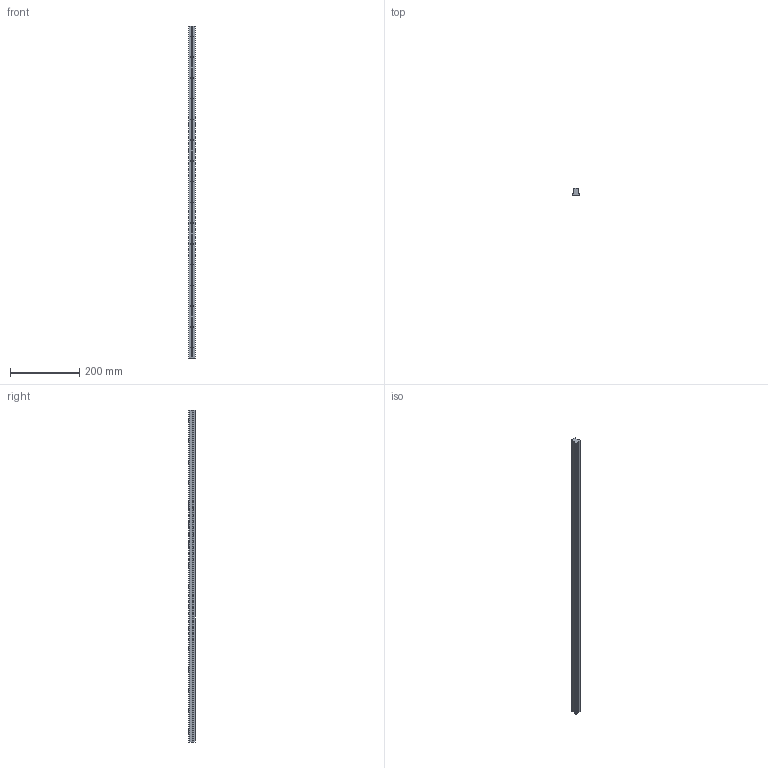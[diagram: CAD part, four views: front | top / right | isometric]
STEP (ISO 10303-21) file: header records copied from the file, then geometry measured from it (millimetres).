
FILE_DESCRIPTION(/* description */ (''),/* implementation_level */ '2;1');
FILE_NAME(/* name */ 'Motedis_AR-HR20-N-960-Rail.stp',/* time_stamp */ '2022-11-17T12:31:00+01:00',/* author */ ('klaus'),/* organization */ (''),/* preprocessor_version */ 'ST-DEVELOPER v17',/* originating_system */ 'Autodesk Inventor 2019',/* authorisation */ '');
FILE_SCHEMA (('AUTOMOTIVE_DESIGN { 1 0 10303 214 3 1 1 }'));
Length unit declared in the file: millimetre
Products named in the file (1): Motedis_AR-HR20-N-1320-Rail
Bounding box: 20 x 20 x 960 mm (x, y, z)
Volume: 282909.8 mm3; surface area: 85788.2 mm2
Topology: 1 solids, 1 shells, 122 faces, 376 edges, 256 vertices
Faces by surface type: plane 86, cylinder 36
Full cylindrical faces by diameter (mm): 6 x16, 9.5 x16
Entity records: 4454 total; most frequent: DIRECTION 838, CARTESIAN_POINT 755, ORIENTED_EDGE 752, EDGE_CURVE 376, AXIS2_PLACEMENT_3D 339, VERTEX_POINT 256, LINE 160, VECTOR 160
